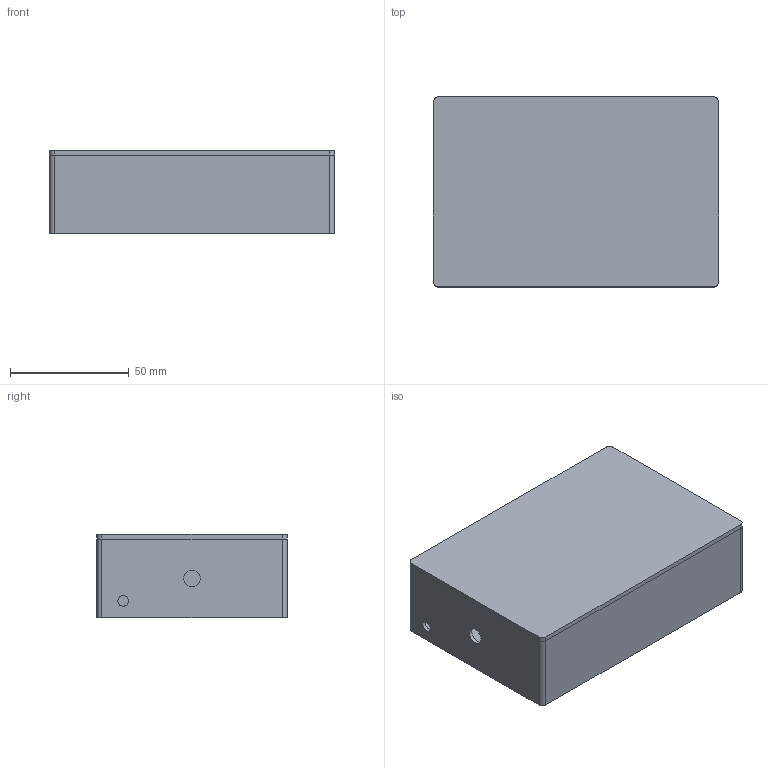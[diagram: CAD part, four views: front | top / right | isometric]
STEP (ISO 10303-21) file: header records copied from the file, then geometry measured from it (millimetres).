
FILE_DESCRIPTION(/* description */ (''),/* implementation_level */ '2;1');
FILE_NAME(/* name */ 'SentryEnclosure.step',/* time_stamp */ '2020-09-18T09:21:13-04:00',/* author */ (''),/* organization */ (''),/* preprocessor_version */ 'ST-DEVELOPER v18.1',/* originating_system */ 'Autodesk Translation Framework v9.3.0.1241',/* authorisation */ '');
FILE_SCHEMA (('AUTOMOTIVE_DESIGN { 1 0 10303 214 3 1 1 }'));
Length unit declared in the file: millimetre
Products named in the file (3): Enclosure; Case; Top Cover
Assembly tree (2 placements, depth 2):
  Enclosure
    Case
    Top Cover
Bounding box: 120 x 80 x 35 mm (x, y, z)
Volume: 49974.6 mm3; surface area: 67310.6 mm2
Topology: 2 solids, 2 shells, 76 faces, 197 edges, 128 vertices
Faces by surface type: plane 56, cylinder 20
Full cylindrical faces by diameter (mm): 4.472 x1, 6 x2, 7 x1
Entity records: 2402 total; most frequent: CARTESIAN_POINT 406, DIRECTION 399, ORIENTED_EDGE 394, EDGE_CURVE 197, LINE 157, VECTOR 157, VERTEX_POINT 128, AXIS2_PLACEMENT_3D 121
